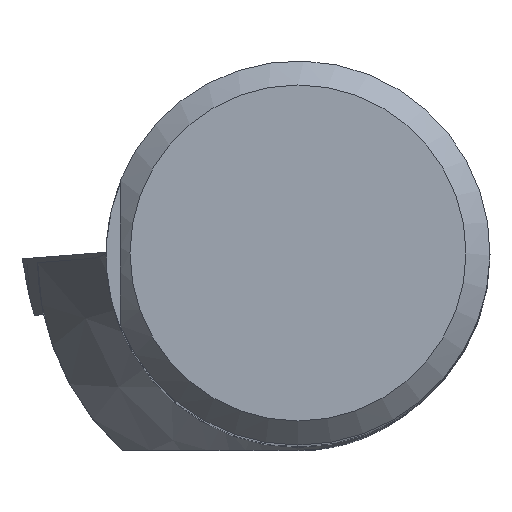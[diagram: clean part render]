
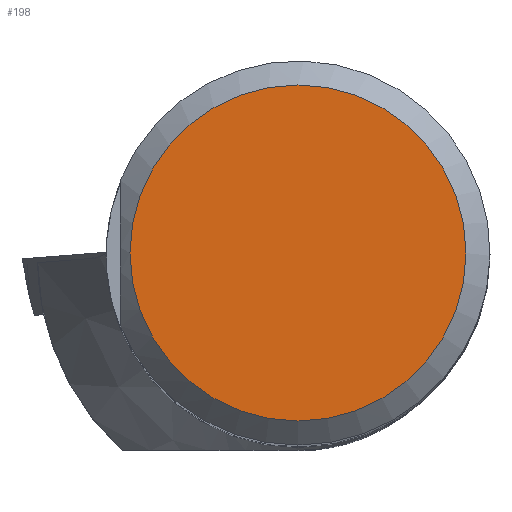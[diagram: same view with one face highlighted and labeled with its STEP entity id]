
A CAD part, top view. The second image highlights one B-rep face of the part: STEP entity #198.
In plain terms, the highlighted planar face has unit normal (0, 0, 1).
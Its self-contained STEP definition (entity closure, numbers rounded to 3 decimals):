
#159=FACE_OUTER_BOUND('',#385,.T.);
#198=ADVANCED_FACE('',(#159),#226,.T.);
#226=PLANE('',#906);
#385=EDGE_LOOP('',(#538));
#538=ORIENTED_EDGE('',*,*,#735,.F.);
#648=VERTEX_POINT('',#1477);
#735=EDGE_CURVE('',#648,#648,#766,.T.);
#766=CIRCLE('',#899,7.);
#899=AXIS2_PLACEMENT_3D('',#1476,#1085,#1086);
#906=AXIS2_PLACEMENT_3D('',#1486,#1099,#1100);
#1085=DIRECTION('',(0.,0.,-1.));
#1086=DIRECTION('',(0.,-1.,0.));
#1099=DIRECTION('',(0.,0.,1.));
#1100=DIRECTION('',(0.,1.,0.));
#1476=CARTESIAN_POINT('',(0.,0.,0.));
#1477=CARTESIAN_POINT('',(0.,-7.,0.));
#1486=CARTESIAN_POINT('',(7.,0.,0.));
